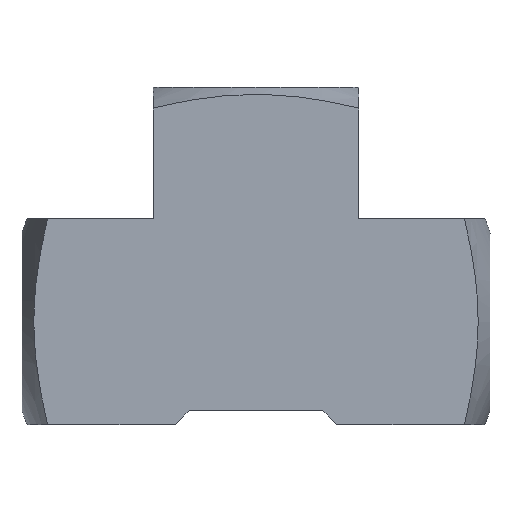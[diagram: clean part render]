
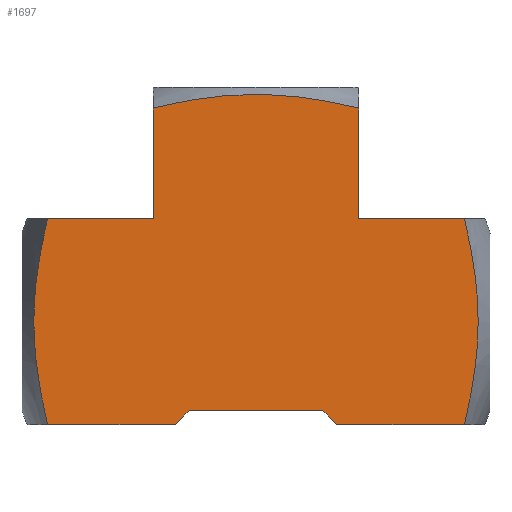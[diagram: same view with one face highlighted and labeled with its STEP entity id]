
A CAD part, front view. The second image highlights one B-rep face of the part: STEP entity #1697.
In plain terms, the highlighted face is planar.
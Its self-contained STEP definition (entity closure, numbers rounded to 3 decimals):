
#61=PLANE('',#1817);
#147=FACE_OUTER_BOUND('',#245,.T.);
#245=EDGE_LOOP('',(#1407,#1408,#1409,#1410,#1411,#1412,#1413,#1414,#1415,
#1416,#1417,#1418,#1419,#1420));
#335=(
BOUNDED_CURVE()
B_SPLINE_CURVE(2,(#5347,#5348,#5349,#5350),.UNSPECIFIED.,.F.,.F.)
B_SPLINE_CURVE_WITH_KNOTS((3,1,3),(146.576,255.902,332.375),
 .UNSPECIFIED.)
CURVE()
GEOMETRIC_REPRESENTATION_ITEM()
RATIONAL_B_SPLINE_CURVE((7.988,9.445,9.007,
7.988))
REPRESENTATION_ITEM('')
);
#340=(
BOUNDED_CURVE()
B_SPLINE_CURVE(2,(#5418,#5419,#5420),.UNSPECIFIED.,.F.,.F.)
B_SPLINE_CURVE_WITH_KNOTS((3,3),(200.051,323.815),
 .UNSPECIFIED.)
CURVE()
GEOMETRIC_REPRESENTATION_ITEM()
RATIONAL_B_SPLINE_CURVE((10.625,12.271,12.271))
REPRESENTATION_ITEM('')
);
#341=(
BOUNDED_CURVE()
B_SPLINE_CURVE(2,(#5428,#5429,#5430),.UNSPECIFIED.,.F.,.F.)
B_SPLINE_CURVE_WITH_KNOTS((3,3),(200.051,323.815),
 .UNSPECIFIED.)
CURVE()
GEOMETRIC_REPRESENTATION_ITEM()
RATIONAL_B_SPLINE_CURVE((10.625,12.271,12.271))
REPRESENTATION_ITEM('')
);
#369=(
BOUNDED_CURVE()
B_SPLINE_CURVE(2,(#7980,#7981,#7982,#7983),.UNSPECIFIED.,.F.,.F.)
B_SPLINE_CURVE_WITH_KNOTS((3,1,3),(323.815,398.418,447.579),
 .UNSPECIFIED.)
CURVE()
GEOMETRIC_REPRESENTATION_ITEM()
RATIONAL_B_SPLINE_CURVE((12.271,12.271,11.279,
10.625))
REPRESENTATION_ITEM('')
);
#370=(
BOUNDED_CURVE()
B_SPLINE_CURVE(2,(#7984,#7985,#7986,#7987),.UNSPECIFIED.,.F.,.F.)
B_SPLINE_CURVE_WITH_KNOTS((3,1,3),(323.815,398.418,447.579),
 .UNSPECIFIED.)
CURVE()
GEOMETRIC_REPRESENTATION_ITEM()
RATIONAL_B_SPLINE_CURVE((12.271,12.271,11.279,
10.625))
REPRESENTATION_ITEM('')
);
#465=LINE('',#5358,#552);
#471=LINE('',#5373,#558);
#473=LINE('',#5379,#560);
#477=LINE('',#5387,#564);
#480=LINE('',#5393,#567);
#483=LINE('',#5403,#570);
#498=LINE('',#5792,#585);
#499=LINE('',#7969,#586);
#501=LINE('',#7978,#588);
#552=VECTOR('',#1998,1000.);
#558=VECTOR('',#2012,1.);
#560=VECTOR('',#2016,1000.);
#564=VECTOR('',#2022,1000.);
#567=VECTOR('',#2027,1000.);
#570=VECTOR('',#2032,1000.);
#585=VECTOR('',#2089,1000.);
#586=VECTOR('',#2106,1000.);
#588=VECTOR('',#2110,1000.);
#691=VERTEX_POINT('',#5342);
#692=VERTEX_POINT('',#5346);
#694=VERTEX_POINT('',#5356);
#698=VERTEX_POINT('',#5369);
#701=VERTEX_POINT('',#5376);
#702=VERTEX_POINT('',#5378);
#705=VERTEX_POINT('',#5385);
#707=VERTEX_POINT('',#5391);
#709=VERTEX_POINT('',#5398);
#711=VERTEX_POINT('',#5412);
#712=VERTEX_POINT('',#5417);
#745=VERTEX_POINT('',#7968);
#747=VERTEX_POINT('',#7977);
#748=VERTEX_POINT('',#7979);
#899=EDGE_CURVE('',#691,#692,#335,.T.);
#902=EDGE_CURVE('',#691,#694,#465,.T.);
#910=EDGE_CURVE('',#698,#692,#471,.T.);
#912=EDGE_CURVE('',#701,#702,#473,.T.);
#916=EDGE_CURVE('',#705,#701,#477,.T.);
#919=EDGE_CURVE('',#707,#705,#480,.T.);
#923=EDGE_CURVE('',#709,#707,#483,.T.);
#926=EDGE_CURVE('',#711,#712,#340,.T.);
#931=EDGE_CURVE('',#712,#709,#341,.F.);
#974=EDGE_CURVE('',#711,#698,#498,.T.);
#982=EDGE_CURVE('',#702,#745,#499,.T.);
#985=EDGE_CURVE('',#694,#747,#501,.T.);
#986=EDGE_CURVE('',#748,#747,#369,.T.);
#987=EDGE_CURVE('',#745,#748,#370,.F.);
#1407=ORIENTED_EDGE('',*,*,#899,.F.);
#1408=ORIENTED_EDGE('',*,*,#902,.T.);
#1409=ORIENTED_EDGE('',*,*,#985,.T.);
#1410=ORIENTED_EDGE('',*,*,#986,.F.);
#1411=ORIENTED_EDGE('',*,*,#987,.F.);
#1412=ORIENTED_EDGE('',*,*,#982,.F.);
#1413=ORIENTED_EDGE('',*,*,#912,.F.);
#1414=ORIENTED_EDGE('',*,*,#916,.F.);
#1415=ORIENTED_EDGE('',*,*,#919,.F.);
#1416=ORIENTED_EDGE('',*,*,#923,.F.);
#1417=ORIENTED_EDGE('',*,*,#931,.F.);
#1418=ORIENTED_EDGE('',*,*,#926,.F.);
#1419=ORIENTED_EDGE('',*,*,#974,.T.);
#1420=ORIENTED_EDGE('',*,*,#910,.T.);
#1697=ADVANCED_FACE('',(#147),#61,.F.);
#1817=AXIS2_PLACEMENT_3D('',#7976,#2108,#2109);
#1998=DIRECTION('',(0.,-0.816,-0.577));
#2012=DIRECTION('',(0.,0.816,0.577));
#2016=DIRECTION('',(-0.5,-0.289,-0.816));
#2022=DIRECTION('',(-0.707,0.408,-0.577));
#2027=DIRECTION('',(-0.5,0.866,0.));
#2032=DIRECTION('',(-0.707,0.408,-0.577));
#2089=DIRECTION('',(-0.707,0.408,-0.577));
#2106=DIRECTION('',(-0.707,0.408,-0.577));
#2108=DIRECTION('center_axis',(0.707,0.408,-0.577));
#2109=DIRECTION('ref_axis',(0.,0.816,0.577));
#2110=DIRECTION('',(-0.707,0.408,-0.577));
#5342=CARTESIAN_POINT('',(11.911,-19.569,-8666.243));
#5346=CARTESIAN_POINT('',(27.465,-28.549,-8653.543));
#5347=CARTESIAN_POINT('Ctrl Pts',(11.911,-19.569,-8666.243));
#5348=CARTESIAN_POINT('Ctrl Pts',(16.981,-21.119,-8661.13));
#5349=CARTESIAN_POINT('Ctrl Pts',(23.746,-25.392,-8655.865));
#5350=CARTESIAN_POINT('Ctrl Pts',(27.465,-28.549,-8653.543));
#5356=CARTESIAN_POINT('',(11.911,-29.224,-8673.07));
#5358=CARTESIAN_POINT('',(11.911,-24.309,-8669.595));
#5369=CARTESIAN_POINT('',(27.465,-38.204,-8660.37));
#5373=CARTESIAN_POINT('',(27.465,-35.747,-8658.632));
#5376=CARTESIAN_POINT('',(14.637,-47.555,-8682.694));
#5378=CARTESIAN_POINT('',(13.595,-48.156,-8684.395));
#5379=CARTESIAN_POINT('',(14.637,-47.555,-8682.694));
#5385=CARTESIAN_POINT('',(24.739,-53.388,-8674.445));
#5387=CARTESIAN_POINT('',(14.637,-47.555,-8682.694));
#5391=CARTESIAN_POINT('',(25.781,-55.192,-8674.445));
#5393=CARTESIAN_POINT('',(24.739,-53.388,-8674.445));
#5398=CARTESIAN_POINT('',(35.436,-60.767,-8666.562));
#5403=CARTESIAN_POINT('',(35.493,-60.8,-8666.515));
#5412=CARTESIAN_POINT('',(35.436,-42.806,-8653.862));
#5417=CARTESIAN_POINT('',(36.473,-52.385,-8659.365));
#5418=CARTESIAN_POINT('Ctrl Pts',(35.436,-42.806,-8653.862));
#5419=CARTESIAN_POINT('Ctrl Pts',(36.473,-48.497,-8656.616));
#5420=CARTESIAN_POINT('Ctrl Pts',(36.473,-52.385,-8659.365));
#5428=CARTESIAN_POINT('Ctrl Pts',(35.436,-60.767,-8666.562));
#5429=CARTESIAN_POINT('Ctrl Pts',(36.473,-56.273,-8662.114));
#5430=CARTESIAN_POINT('Ctrl Pts',(36.473,-52.385,-8659.365));
#5792=CARTESIAN_POINT('',(37.367,-43.921,-8652.285));
#7968=CARTESIAN_POINT('',(3.94,-42.582,-8692.279));
#7969=CARTESIAN_POINT('',(33.619,-59.718,-8668.045));
#7976=CARTESIAN_POINT('Origin',(33.619,-41.757,-8655.345));
#7977=CARTESIAN_POINT('',(3.94,-24.622,-8679.579));
#7978=CARTESIAN_POINT('',(33.619,-41.757,-8655.345));
#7979=CARTESIAN_POINT('',(2.903,-33.003,-8686.775));
#7980=CARTESIAN_POINT('Ctrl Pts',(2.903,-33.003,-8686.775));
#7981=CARTESIAN_POINT('Ctrl Pts',(2.903,-30.66,-8685.118));
#7982=CARTESIAN_POINT('Ctrl Pts',(3.492,-26.564,-8681.501));
#7983=CARTESIAN_POINT('Ctrl Pts',(3.94,-24.622,-8679.579));
#7984=CARTESIAN_POINT('Ctrl Pts',(2.903,-33.003,-8686.775));
#7985=CARTESIAN_POINT('Ctrl Pts',(2.903,-35.347,-8688.432));
#7986=CARTESIAN_POINT('Ctrl Pts',(3.492,-40.123,-8691.088));
#7987=CARTESIAN_POINT('Ctrl Pts',(3.94,-42.582,-8692.279));
